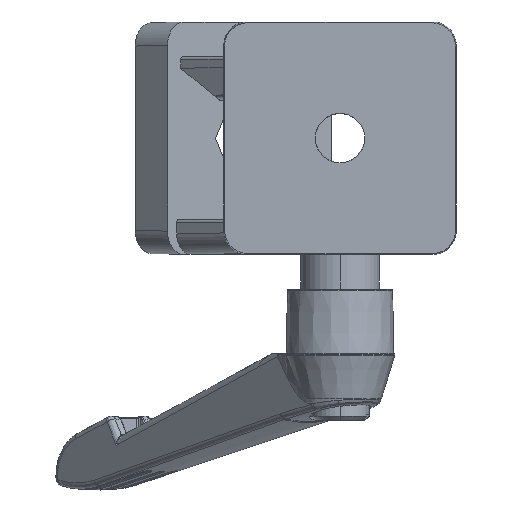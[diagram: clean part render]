
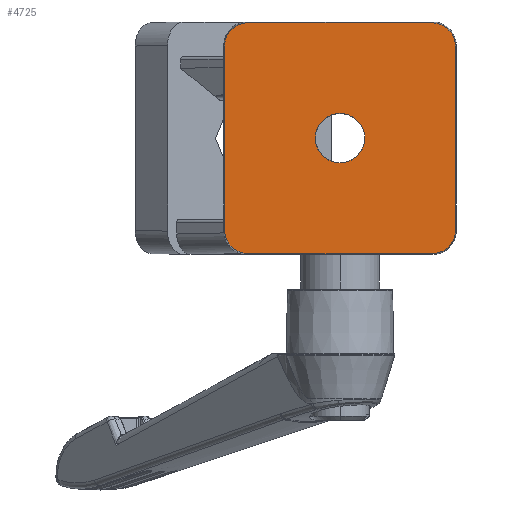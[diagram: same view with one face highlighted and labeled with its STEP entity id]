
A CAD part, front view. The second image highlights one B-rep face of the part: STEP entity #4725.
In plain terms, the highlighted planar face has unit normal (0, -1, 0).
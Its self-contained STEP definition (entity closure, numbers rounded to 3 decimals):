
#215 = ORIENTED_EDGE ( 'NONE', *, *, #30015, .F. ) ;
#245 = CARTESIAN_POINT ( 'NONE',  ( -25., -8., 25. ) ) ;
#395 = AXIS2_PLACEMENT_3D ( 'NONE', #18980, #10042, #9777 ) ;
#461 = CARTESIAN_POINT ( 'NONE',  ( -25., -8., 19.86 ) ) ;
#1052 = ORIENTED_EDGE ( 'NONE', *, *, #36320, .F. ) ;
#1746 = CARTESIAN_POINT ( 'NONE',  ( -19.86, -8., 15.861 ) ) ;
#2220 = ORIENTED_EDGE ( 'NONE', *, *, #7415, .F. ) ;
#2799 = CIRCLE ( 'NONE', #395, 4.26 ) ;
#3017 = LINE ( 'NONE', #461, #3481 ) ;
#3132 =( BOUNDED_CURVE ( )  B_SPLINE_CURVE ( 3, ( #1746, #10272, #19319, #36867 ),
 .UNSPECIFIED., .F., .F. ) 
 B_SPLINE_CURVE_WITH_KNOTS ( ( 4, 4 ),
 ( 5.498, 7.068 ),
 .UNSPECIFIED. ) 
 CURVE ( )  GEOMETRIC_REPRESENTATION_ITEM ( )  RATIONAL_B_SPLINE_CURVE ( ( 1., 0.805, 0.805, 1. ) ) 
 REPRESENTATION_ITEM ( '' )  );
#3481 = VECTOR ( 'NONE', #18033, 1000. ) ;
#3681 = FACE_OUTER_BOUND ( 'NONE', #18121, .T. ) ;
#3884 = CARTESIAN_POINT ( 'NONE',  ( -19.86, -8., -15.861 ) ) ;
#4536 = CARTESIAN_POINT ( 'NONE',  ( 0., -8., 0. ) ) ;
#4577 = ORIENTED_EDGE ( 'NONE', *, *, #17733, .F. ) ;
#4725 = ADVANCED_FACE ( 'NONE', ( #3681, #22305 ), #33801, .F. ) ;
#4841 = ORIENTED_EDGE ( 'NONE', *, *, #16281, .F. ) ;
#4921 = DIRECTION ( 'NONE',  ( 0., -1., 0. ) ) ;
#5375 = DIRECTION ( 'NONE',  ( -1., 0., 0. ) ) ;
#5655 = VERTEX_POINT ( 'NONE', #14611 ) ;
#6823 = ORIENTED_EDGE ( 'NONE', *, *, #23636, .F. ) ;
#7026 = DIRECTION ( 'NONE',  ( 0., 0., -1. ) ) ;
#7415 = EDGE_CURVE ( 'NONE', #29426, #31665, #20203, .T. ) ;
#7610 = DIRECTION ( 'NONE',  ( 0., 0., 1. ) ) ;
#7747 = VECTOR ( 'NONE', #7026, 1000. ) ;
#8011 = VERTEX_POINT ( 'NONE', #12037 ) ;
#8154 = DIRECTION ( 'NONE',  ( 0., 1., 0. ) ) ;
#9777 = DIRECTION ( 'NONE',  ( 0., 0., 1. ) ) ;
#10042 = DIRECTION ( 'NONE',  ( 0., -1., 0. ) ) ;
#10272 = CARTESIAN_POINT ( 'NONE',  ( -19.86, -8., 18.204 ) ) ;
#10924 = LINE ( 'NONE', #18389, #7747 ) ;
#11043 = ORIENTED_EDGE ( 'NONE', *, *, #20817, .F. ) ;
#11130 = EDGE_CURVE ( 'NONE', #5655, #8011, #3132, .T. ) ;
#11260 =( BOUNDED_CURVE ( )  B_SPLINE_CURVE ( 3, ( #27604, #33197, #15573, #21500 ),
 .UNSPECIFIED., .F., .F. ) 
 B_SPLINE_CURVE_WITH_KNOTS ( ( 4, 4 ),
 ( 5.498, 7.068 ),
 .UNSPECIFIED. ) 
 CURVE ( )  GEOMETRIC_REPRESENTATION_ITEM ( )  RATIONAL_B_SPLINE_CURVE ( ( 1., 0.805, 0.805, 1. ) ) 
 REPRESENTATION_ITEM ( '' )  );
#11953 = DIRECTION ( 'NONE',  ( 0., 0., 1. ) ) ;
#12037 = CARTESIAN_POINT ( 'NONE',  ( -15.861, -8., 19.86 ) ) ;
#13912 = LINE ( 'NONE', #26804, #20722 ) ;
#14045 = CARTESIAN_POINT ( 'NONE',  ( 19.86, -8., 15.861 ) ) ;
#14611 = CARTESIAN_POINT ( 'NONE',  ( -19.86, -8., 15.861 ) ) ;
#14640 = CARTESIAN_POINT ( 'NONE',  ( 19.86, -8., -15.861 ) ) ;
#15573 = CARTESIAN_POINT ( 'NONE',  ( 19.86, -8., 18.204 ) ) ;
#16102 = CARTESIAN_POINT ( 'NONE',  ( -19.86, -8., -15.861 ) ) ;
#16248 = CARTESIAN_POINT ( 'NONE',  ( 19.86, -8., -15.861 ) ) ;
#16281 = EDGE_CURVE ( 'NONE', #8011, #26501, #3017, .T. ) ;
#17487 = CARTESIAN_POINT ( 'NONE',  ( 0., -8., 4.26 ) ) ;
#17733 = EDGE_CURVE ( 'NONE', #21059, #29426, #30220, .T. ) ;
#18033 = DIRECTION ( 'NONE',  ( 1., 0., 0. ) ) ;
#18121 = EDGE_LOOP ( 'NONE', ( #2220, #4577, #33398, #215, #22149, #4841, #30276, #6823 ) ) ;
#18299 = CARTESIAN_POINT ( 'NONE',  ( -19.86, -8., -18.204 ) ) ;
#18389 = CARTESIAN_POINT ( 'NONE',  ( 19.86, -8., 25. ) ) ;
#18980 = CARTESIAN_POINT ( 'NONE',  ( 0., -8., 0. ) ) ;
#19066 = CARTESIAN_POINT ( 'NONE',  ( 0., -8., -4.26 ) ) ;
#19319 = CARTESIAN_POINT ( 'NONE',  ( -18.204, -8., 19.86 ) ) ;
#20018 = VERTEX_POINT ( 'NONE', #14640 ) ;
#20203 =( BOUNDED_CURVE ( )  B_SPLINE_CURVE ( 3, ( #24223, #21283, #18299, #3884 ),
 .UNSPECIFIED., .F., .T. ) 
 B_SPLINE_CURVE_WITH_KNOTS ( ( 4, 4 ),
 ( 5.498, 7.068 ),
 .UNSPECIFIED. ) 
 CURVE ( )  GEOMETRIC_REPRESENTATION_ITEM ( )  RATIONAL_B_SPLINE_CURVE ( ( 1., 0.805, 0.805, 1. ) ) 
 REPRESENTATION_ITEM ( '' )  );
#20605 = EDGE_CURVE ( 'NONE', #20018, #21059, #35120, .T. ) ;
#20722 = VECTOR ( 'NONE', #26688, 1000. ) ;
#20817 = EDGE_CURVE ( 'NONE', #36823, #31295, #2799, .T. ) ;
#21059 = VERTEX_POINT ( 'NONE', #27804 ) ;
#21283 = CARTESIAN_POINT ( 'NONE',  ( -18.204, -8., -19.86 ) ) ;
#21430 = CIRCLE ( 'NONE', #34718, 4.26 ) ;
#21500 = CARTESIAN_POINT ( 'NONE',  ( 19.86, -8., 15.861 ) ) ;
#22149 = ORIENTED_EDGE ( 'NONE', *, *, #33379, .F. ) ;
#22305 = FACE_BOUND ( 'NONE', #27206, .T. ) ;
#23426 = AXIS2_PLACEMENT_3D ( 'NONE', #245, #8154, #11953 ) ;
#23636 = EDGE_CURVE ( 'NONE', #31665, #5655, #13912, .T. ) ;
#24223 = CARTESIAN_POINT ( 'NONE',  ( -15.861, -8., -19.86 ) ) ;
#26501 = VERTEX_POINT ( 'NONE', #34270 ) ;
#26688 = DIRECTION ( 'NONE',  ( 0., 0., 1. ) ) ;
#26804 = CARTESIAN_POINT ( 'NONE',  ( -19.86, -8., 25. ) ) ;
#27206 = EDGE_LOOP ( 'NONE', ( #11043, #1052 ) ) ;
#27604 = CARTESIAN_POINT ( 'NONE',  ( 15.861, -8., 19.86 ) ) ;
#27804 = CARTESIAN_POINT ( 'NONE',  ( 15.861, -8., -19.86 ) ) ;
#28848 = CARTESIAN_POINT ( 'NONE',  ( -15.861, -8., -19.86 ) ) ;
#29227 = VERTEX_POINT ( 'NONE', #14045 ) ;
#29426 = VERTEX_POINT ( 'NONE', #28848 ) ;
#30015 = EDGE_CURVE ( 'NONE', #29227, #20018, #10924, .T. ) ;
#30220 = LINE ( 'NONE', #34760, #32933 ) ;
#30276 = ORIENTED_EDGE ( 'NONE', *, *, #11130, .F. ) ;
#30567 = CARTESIAN_POINT ( 'NONE',  ( 15.861, -8., -19.86 ) ) ;
#31295 = VERTEX_POINT ( 'NONE', #19066 ) ;
#31665 = VERTEX_POINT ( 'NONE', #16102 ) ;
#32933 = VECTOR ( 'NONE', #5375, 1000. ) ;
#33197 = CARTESIAN_POINT ( 'NONE',  ( 18.204, -8., 19.86 ) ) ;
#33379 = EDGE_CURVE ( 'NONE', #26501, #29227, #11260, .T. ) ;
#33398 = ORIENTED_EDGE ( 'NONE', *, *, #20605, .F. ) ;
#33801 = PLANE ( 'NONE',  #23426 ) ;
#34270 = CARTESIAN_POINT ( 'NONE',  ( 15.861, -8., 19.86 ) ) ;
#34718 = AXIS2_PLACEMENT_3D ( 'NONE', #4536, #4921, #7610 ) ;
#34760 = CARTESIAN_POINT ( 'NONE',  ( -25., -8., -19.86 ) ) ;
#35120 =( BOUNDED_CURVE ( )  B_SPLINE_CURVE ( 3, ( #16248, #36197, #36574, #30567 ),
 .UNSPECIFIED., .F., .F. ) 
 B_SPLINE_CURVE_WITH_KNOTS ( ( 4, 4 ),
 ( 5.498, 7.068 ),
 .UNSPECIFIED. ) 
 CURVE ( )  GEOMETRIC_REPRESENTATION_ITEM ( )  RATIONAL_B_SPLINE_CURVE ( ( 1., 0.805, 0.805, 1. ) ) 
 REPRESENTATION_ITEM ( '' )  );
#36197 = CARTESIAN_POINT ( 'NONE',  ( 19.86, -8., -18.204 ) ) ;
#36320 = EDGE_CURVE ( 'NONE', #31295, #36823, #21430, .T. ) ;
#36574 = CARTESIAN_POINT ( 'NONE',  ( 18.204, -8., -19.86 ) ) ;
#36823 = VERTEX_POINT ( 'NONE', #17487 ) ;
#36867 = CARTESIAN_POINT ( 'NONE',  ( -15.861, -8., 19.86 ) ) ;
